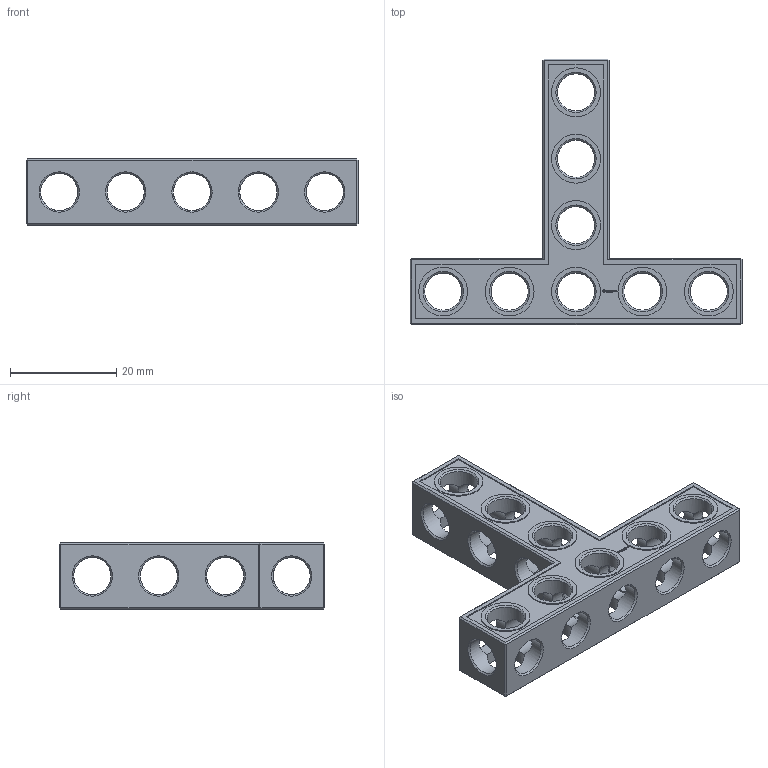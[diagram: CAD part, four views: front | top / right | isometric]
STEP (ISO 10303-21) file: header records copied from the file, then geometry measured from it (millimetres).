
FILE_DESCRIPTION(('FreeCAD Model'),'2;1');
FILE_NAME('Open CASCADE Shape Model','2022-03-24T20:16:25',('Author'),( ''),'Open CASCADE STEP processor 7.5','FreeCAD','Unknown');
FILE_SCHEMA(('AUTOMOTIVE_DESIGN { 1 0 10303 214 1 1 1 1 }'));
Products named in the file (1): Beam TSH SYM ESS BU05x04x01 - SPN-BEM-1021 (stemfie.org)
Bounding box: 62.5 x 50 x 12.5 mm (x, y, z)
Volume: 7810.5 mm3; surface area: 7166.6 mm2
Topology: 1 solids, 1 shells, 602 faces, 1718 edges, 1128 vertices
Faces by surface type: plane 391, extrusion 124, cylinder 51, cone 36
Full cylindrical faces by diameter (mm): 6.98 x6, 7 x37, 9.2 x8
Entity records: 53744 total; most frequent: CARTESIAN_POINT 20909, DIRECTION 5406, VECTOR 4010, LINE 3886, ORIENTED_EDGE 3436, PCURVE 3436, DEFINITIONAL_REPRESENTATION 3436, EDGE_CURVE 1718
